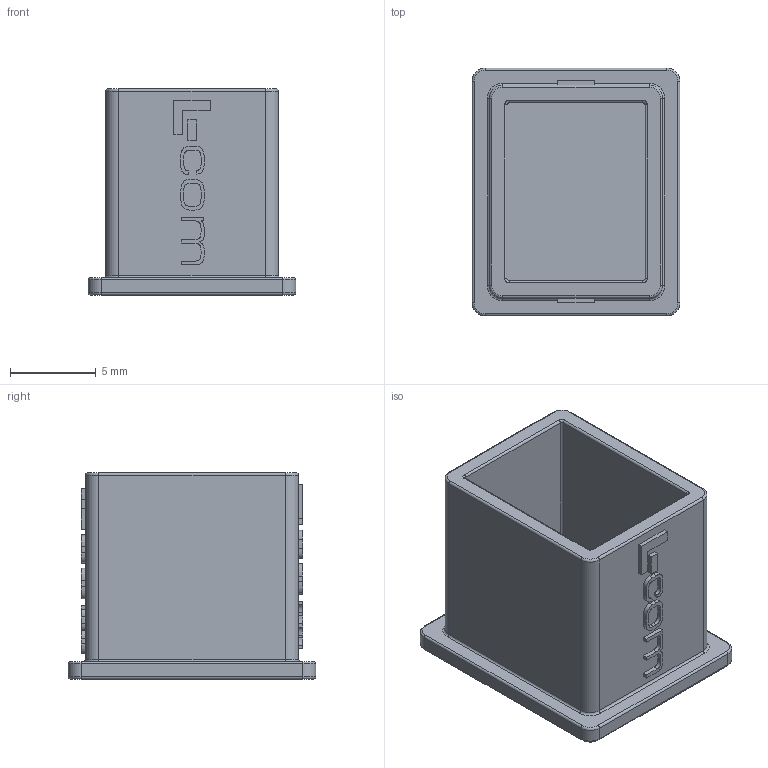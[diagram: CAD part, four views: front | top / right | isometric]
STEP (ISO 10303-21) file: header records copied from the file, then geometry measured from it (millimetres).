
FILE_DESCRIPTION (( 'STEP AP214' ), '1' );
FILE_NAME ('CVRUSB3.0-B.STEP', '2012-12-12T19:40:50', ( 'x' ), ( '' ), 'SwSTEP 2.0', 'SolidWorks 2012', '' );
FILE_SCHEMA (( 'AUTOMOTIVE_DESIGN' ));
Length unit declared in the file: inch
Products named in the file (1): CVRUSB3.0-B
Bounding box: 12.12 x 14.45 x 12.01 mm (x, y, z)
Volume: 632 mm3; surface area: 1294.8 mm2
Topology: 1 solids, 1 shells, 212 faces, 548 edges, 352 vertices
Faces by surface type: plane 112, bspline 48, cylinder 32, torus 20
Entity records: 6684 total; most frequent: CARTESIAN_POINT 1737, ORIENTED_EDGE 1096, DIRECTION 866, EDGE_CURVE 548, LINE 368, VECTOR 368, VERTEX_POINT 352, AXIS2_PLACEMENT_3D 249
